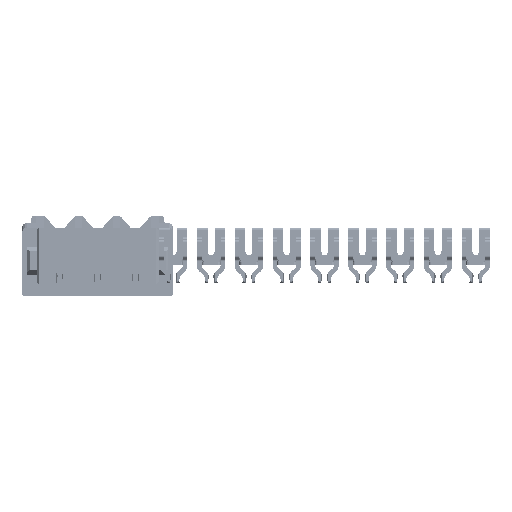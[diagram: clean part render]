
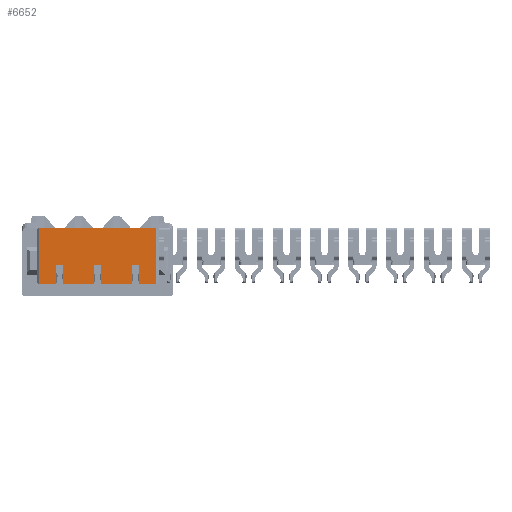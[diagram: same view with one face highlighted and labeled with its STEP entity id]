
A CAD part, front view. The second image highlights one B-rep face of the part: STEP entity #6652.
In plain terms, the highlighted face is planar.
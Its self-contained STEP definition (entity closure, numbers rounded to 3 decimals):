
#311=LINE('',#16220,#1090);
#316=LINE('',#16230,#1095);
#319=LINE('',#16236,#1098);
#615=LINE('',#16908,#1394);
#617=LINE('',#16912,#1396);
#619=LINE('',#16916,#1398);
#621=LINE('',#16920,#1400);
#623=LINE('',#16924,#1402);
#625=LINE('',#16928,#1404);
#627=LINE('',#16932,#1406);
#629=LINE('',#16936,#1408);
#631=LINE('',#16940,#1410);
#632=LINE('',#16942,#1411);
#633=LINE('',#16944,#1412);
#634=LINE('',#16946,#1413);
#635=LINE('',#16948,#1414);
#1090=VECTOR('',#7851,1000.);
#1095=VECTOR('',#7860,1000.);
#1098=VECTOR('',#7867,1000.);
#1394=VECTOR('',#8489,1000.);
#1396=VECTOR('',#8493,1000.);
#1398=VECTOR('',#8497,1000.);
#1400=VECTOR('',#8501,1000.);
#1402=VECTOR('',#8505,1000.);
#1404=VECTOR('',#8509,1000.);
#1406=VECTOR('',#8513,1000.);
#1408=VECTOR('',#8517,1000.);
#1410=VECTOR('',#8521,1000.);
#1411=VECTOR('',#8524,1000.);
#1412=VECTOR('',#8527,1000.);
#1413=VECTOR('',#8530,1000.);
#1414=VECTOR('',#8533,1000.);
#2905=ORIENTED_EDGE('',*,*,#4007,.F.);
#2906=ORIENTED_EDGE('',*,*,#4370,.F.);
#2907=ORIENTED_EDGE('',*,*,#4369,.T.);
#2908=ORIENTED_EDGE('',*,*,#4368,.F.);
#2909=ORIENTED_EDGE('',*,*,#4367,.T.);
#2910=ORIENTED_EDGE('',*,*,#4366,.F.);
#2911=ORIENTED_EDGE('',*,*,#4364,.F.);
#2912=ORIENTED_EDGE('',*,*,#4362,.F.);
#2913=ORIENTED_EDGE('',*,*,#4360,.F.);
#2914=ORIENTED_EDGE('',*,*,#4358,.F.);
#2915=ORIENTED_EDGE('',*,*,#4356,.F.);
#2916=ORIENTED_EDGE('',*,*,#4354,.F.);
#2917=ORIENTED_EDGE('',*,*,#4352,.F.);
#2918=ORIENTED_EDGE('',*,*,#4350,.F.);
#2919=ORIENTED_EDGE('',*,*,#4010,.F.);
#2920=ORIENTED_EDGE('',*,*,#4002,.F.);
#4002=EDGE_CURVE('',#4920,#4921,#311,.T.);
#4007=EDGE_CURVE('',#4923,#4920,#316,.T.);
#4010=EDGE_CURVE('',#4921,#4925,#319,.T.);
#4350=EDGE_CURVE('',#4925,#5138,#615,.T.);
#4352=EDGE_CURVE('',#5138,#5139,#617,.T.);
#4354=EDGE_CURVE('',#5139,#5140,#619,.T.);
#4356=EDGE_CURVE('',#5140,#5141,#621,.T.);
#4358=EDGE_CURVE('',#5141,#5142,#623,.T.);
#4360=EDGE_CURVE('',#5142,#5143,#625,.T.);
#4362=EDGE_CURVE('',#5143,#5144,#627,.T.);
#4364=EDGE_CURVE('',#5144,#5145,#629,.T.);
#4366=EDGE_CURVE('',#5145,#5035,#631,.T.);
#4367=EDGE_CURVE('',#5126,#5035,#632,.T.);
#4368=EDGE_CURVE('',#5126,#5124,#633,.T.);
#4369=EDGE_CURVE('',#5136,#5124,#634,.T.);
#4370=EDGE_CURVE('',#5136,#4923,#635,.T.);
#4920=VERTEX_POINT('',#16219);
#4921=VERTEX_POINT('',#16221);
#4923=VERTEX_POINT('',#16229);
#4925=VERTEX_POINT('',#16237);
#5035=VERTEX_POINT('',#16526);
#5124=VERTEX_POINT('',#16846);
#5126=VERTEX_POINT('',#16852);
#5136=VERTEX_POINT('',#16898);
#5138=VERTEX_POINT('',#16909);
#5139=VERTEX_POINT('',#16913);
#5140=VERTEX_POINT('',#16917);
#5141=VERTEX_POINT('',#16921);
#5142=VERTEX_POINT('',#16925);
#5143=VERTEX_POINT('',#16929);
#5144=VERTEX_POINT('',#16933);
#5145=VERTEX_POINT('',#16937);
#5690=EDGE_LOOP('',(#2905,#2906,#2907,#2908,#2909,#2910,#2911,#2912,#2913,
#2914,#2915,#2916,#2917,#2918,#2919,#2920));
#6045=FACE_BOUND('',#5690,.T.);
#6353=PLANE('',#7177);
#6652=ADVANCED_FACE('',(#6045),#6353,.T.);
#7177=AXIS2_PLACEMENT_3D('',#16949,#8534,#8535);
#7851=DIRECTION('',(1.,0.,0.));
#7860=DIRECTION('',(0.,0.,1.));
#7867=DIRECTION('',(0.,0.,-1.));
#8489=DIRECTION('',(1.,0.,0.));
#8493=DIRECTION('',(0.,0.,1.));
#8497=DIRECTION('',(1.,0.,0.));
#8501=DIRECTION('',(0.,0.,-1.));
#8505=DIRECTION('',(1.,0.,0.));
#8509=DIRECTION('',(0.,0.,1.));
#8513=DIRECTION('',(1.,0.,0.));
#8517=DIRECTION('',(0.,0.,-1.));
#8521=DIRECTION('',(1.,0.,0.));
#8524=DIRECTION('',(0.,0.,-1.));
#8527=DIRECTION('',(-1.,0.,0.));
#8530=DIRECTION('',(0.,0.,1.));
#8533=DIRECTION('',(1.,0.,0.));
#8534=DIRECTION('',(0.,1.,0.));
#8535=DIRECTION('',(0.,0.,1.));
#16219=CARTESIAN_POINT('',(-0.875,2.9,-0.2));
#16220=CARTESIAN_POINT('',(0.,2.9,-0.2));
#16221=CARTESIAN_POINT('',(-0.725,2.9,-0.2));
#16229=CARTESIAN_POINT('',(-0.875,2.9,-0.6));
#16230=CARTESIAN_POINT('',(-0.875,2.9,-0.6));
#16236=CARTESIAN_POINT('',(-0.725,2.9,-0.2));
#16237=CARTESIAN_POINT('',(-0.725,2.9,-0.6));
#16526=CARTESIAN_POINT('',(1.24,2.9,-0.6));
#16846=CARTESIAN_POINT('',(-1.24,2.9,0.6));
#16852=CARTESIAN_POINT('',(1.24,2.9,0.6));
#16898=CARTESIAN_POINT('',(-1.24,2.9,-0.6));
#16908=CARTESIAN_POINT('',(0.,2.9,-0.6));
#16909=CARTESIAN_POINT('',(-0.075,2.9,-0.6));
#16912=CARTESIAN_POINT('',(-0.075,2.9,-0.6));
#16913=CARTESIAN_POINT('',(-0.075,2.9,-0.2));
#16916=CARTESIAN_POINT('',(0.,2.9,-0.2));
#16917=CARTESIAN_POINT('',(0.075,2.9,-0.2));
#16920=CARTESIAN_POINT('',(0.075,2.9,-0.2));
#16921=CARTESIAN_POINT('',(0.075,2.9,-0.6));
#16924=CARTESIAN_POINT('',(0.,2.9,-0.6));
#16925=CARTESIAN_POINT('',(0.725,2.9,-0.6));
#16928=CARTESIAN_POINT('',(0.725,2.9,-0.6));
#16929=CARTESIAN_POINT('',(0.725,2.9,-0.2));
#16932=CARTESIAN_POINT('',(0.875,2.9,-0.2));
#16933=CARTESIAN_POINT('',(0.875,2.9,-0.2));
#16936=CARTESIAN_POINT('',(0.875,2.9,-0.2));
#16937=CARTESIAN_POINT('',(0.875,2.9,-0.6));
#16940=CARTESIAN_POINT('',(0.,2.9,-0.6));
#16942=CARTESIAN_POINT('',(1.24,2.9,0.));
#16944=CARTESIAN_POINT('',(0.,2.9,0.6));
#16946=CARTESIAN_POINT('',(-1.24,2.9,0.));
#16948=CARTESIAN_POINT('',(0.,2.9,-0.6));
#16949=CARTESIAN_POINT('',(0.,2.9,0.));
